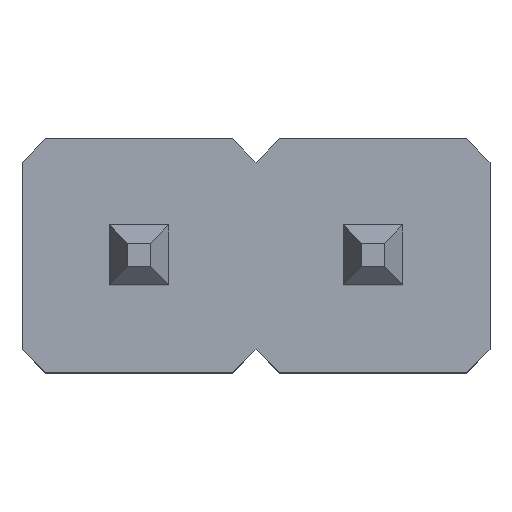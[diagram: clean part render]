
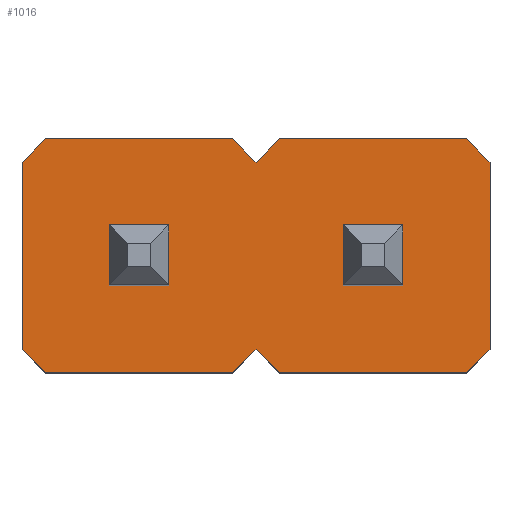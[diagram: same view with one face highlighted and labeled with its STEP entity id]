
A CAD part, top view. The second image highlights one B-rep face of the part: STEP entity #1016.
In plain terms, the highlighted face is planar.
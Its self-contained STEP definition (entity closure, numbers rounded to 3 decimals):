
#19=FACE_BOUND('',#95,.T.);
#20=FACE_BOUND('',#96,.T.);
#33=FACE_OUTER_BOUND('',#94,.T.);
#94=EDGE_LOOP('',(#696,#697,#698,#699,#700,#701,#702,#703,#704,#705,#706,
#707,#708,#709));
#95=EDGE_LOOP('',(#710,#711,#712,#713));
#96=EDGE_LOOP('',(#714,#715,#716,#717));
#146=LINE('',#1410,#284);
#167=LINE('',#1454,#305);
#169=LINE('',#1458,#307);
#171=LINE('',#1462,#309);
#174=LINE('',#1468,#312);
#183=LINE('',#1485,#321);
#184=LINE('',#1488,#322);
#185=LINE('',#1490,#323);
#186=LINE('',#1492,#324);
#187=LINE('',#1493,#325);
#188=LINE('',#1495,#326);
#189=LINE('',#1497,#327);
#190=LINE('',#1499,#328);
#191=LINE('',#1500,#329);
#192=LINE('',#1503,#330);
#193=LINE('',#1505,#331);
#194=LINE('',#1507,#332);
#195=LINE('',#1508,#333);
#196=LINE('',#1511,#334);
#197=LINE('',#1513,#335);
#198=LINE('',#1515,#336);
#199=LINE('',#1516,#337);
#284=VECTOR('',#1147,10.);
#305=VECTOR('',#1178,0.359);
#307=VECTOR('',#1182,2.032);
#309=VECTOR('',#1186,0.359);
#312=VECTOR('',#1191,2.032);
#321=VECTOR('',#1204,2.032);
#322=VECTOR('',#1207,0.359);
#323=VECTOR('',#1208,2.032);
#324=VECTOR('',#1209,0.359);
#325=VECTOR('',#1210,0.359);
#326=VECTOR('',#1211,0.359);
#327=VECTOR('',#1212,0.359);
#328=VECTOR('',#1213,2.032);
#329=VECTOR('',#1214,0.359);
#330=VECTOR('',#1215,0.65);
#331=VECTOR('',#1216,0.65);
#332=VECTOR('',#1217,0.65);
#333=VECTOR('',#1218,0.65);
#334=VECTOR('',#1219,0.65);
#335=VECTOR('',#1220,0.65);
#336=VECTOR('',#1221,0.65);
#337=VECTOR('',#1222,0.65);
#422=VERTEX_POINT('',#1408);
#423=VERTEX_POINT('',#1409);
#440=VERTEX_POINT('',#1451);
#441=VERTEX_POINT('',#1453);
#442=VERTEX_POINT('',#1457);
#443=VERTEX_POINT('',#1461);
#445=VERTEX_POINT('',#1467);
#451=VERTEX_POINT('',#1483);
#452=VERTEX_POINT('',#1487);
#453=VERTEX_POINT('',#1489);
#454=VERTEX_POINT('',#1491);
#455=VERTEX_POINT('',#1494);
#456=VERTEX_POINT('',#1496);
#457=VERTEX_POINT('',#1498);
#458=VERTEX_POINT('',#1501);
#459=VERTEX_POINT('',#1502);
#460=VERTEX_POINT('',#1504);
#461=VERTEX_POINT('',#1506);
#462=VERTEX_POINT('',#1509);
#463=VERTEX_POINT('',#1510);
#464=VERTEX_POINT('',#1512);
#465=VERTEX_POINT('',#1514);
#506=EDGE_CURVE('',#422,#423,#146,.T.);
#527=EDGE_CURVE('',#441,#440,#167,.T.);
#529=EDGE_CURVE('',#442,#441,#169,.T.);
#531=EDGE_CURVE('',#443,#442,#171,.T.);
#534=EDGE_CURVE('',#445,#443,#174,.T.);
#543=EDGE_CURVE('',#440,#451,#183,.T.);
#544=EDGE_CURVE('',#423,#452,#184,.T.);
#545=EDGE_CURVE('',#452,#453,#185,.T.);
#546=EDGE_CURVE('',#453,#454,#186,.T.);
#547=EDGE_CURVE('',#454,#445,#187,.T.);
#548=EDGE_CURVE('',#451,#455,#188,.T.);
#549=EDGE_CURVE('',#455,#456,#189,.T.);
#550=EDGE_CURVE('',#456,#457,#190,.T.);
#551=EDGE_CURVE('',#457,#422,#191,.T.);
#552=EDGE_CURVE('',#458,#459,#192,.T.);
#553=EDGE_CURVE('',#459,#460,#193,.T.);
#554=EDGE_CURVE('',#461,#460,#194,.T.);
#555=EDGE_CURVE('',#458,#461,#195,.T.);
#556=EDGE_CURVE('',#462,#463,#196,.T.);
#557=EDGE_CURVE('',#463,#464,#197,.T.);
#558=EDGE_CURVE('',#465,#464,#198,.T.);
#559=EDGE_CURVE('',#462,#465,#199,.T.);
#696=ORIENTED_EDGE('',*,*,#506,.T.);
#697=ORIENTED_EDGE('',*,*,#544,.T.);
#698=ORIENTED_EDGE('',*,*,#545,.T.);
#699=ORIENTED_EDGE('',*,*,#546,.T.);
#700=ORIENTED_EDGE('',*,*,#547,.T.);
#701=ORIENTED_EDGE('',*,*,#534,.T.);
#702=ORIENTED_EDGE('',*,*,#531,.T.);
#703=ORIENTED_EDGE('',*,*,#529,.T.);
#704=ORIENTED_EDGE('',*,*,#527,.T.);
#705=ORIENTED_EDGE('',*,*,#543,.T.);
#706=ORIENTED_EDGE('',*,*,#548,.T.);
#707=ORIENTED_EDGE('',*,*,#549,.T.);
#708=ORIENTED_EDGE('',*,*,#550,.T.);
#709=ORIENTED_EDGE('',*,*,#551,.T.);
#710=ORIENTED_EDGE('',*,*,#552,.T.);
#711=ORIENTED_EDGE('',*,*,#553,.T.);
#712=ORIENTED_EDGE('',*,*,#554,.F.);
#713=ORIENTED_EDGE('',*,*,#555,.F.);
#714=ORIENTED_EDGE('',*,*,#556,.T.);
#715=ORIENTED_EDGE('',*,*,#557,.T.);
#716=ORIENTED_EDGE('',*,*,#558,.F.);
#717=ORIENTED_EDGE('',*,*,#559,.F.);
#931=PLANE('',#1091);
#1016=ADVANCED_FACE('',(#33,#19,#20),#931,.T.);
#1091=AXIS2_PLACEMENT_3D('',#1486,#1205,#1206);
#1147=DIRECTION('',(0.,0.,-1.));
#1178=DIRECTION('',(0.707,0.,0.707));
#1182=DIRECTION('',(0.,0.,1.));
#1186=DIRECTION('',(-0.707,0.,0.707));
#1191=DIRECTION('',(-1.,0.,0.));
#1204=DIRECTION('',(1.,0.,0.));
#1205=DIRECTION('center_axis',(0.,1.,0.));
#1206=DIRECTION('ref_axis',(1.,0.,0.));
#1207=DIRECTION('',(-0.707,0.,-0.707));
#1208=DIRECTION('',(-1.,0.,0.));
#1209=DIRECTION('',(-0.707,0.,0.707));
#1210=DIRECTION('',(-0.707,0.,-0.707));
#1211=DIRECTION('',(0.707,0.,-0.707));
#1212=DIRECTION('',(0.707,0.,0.707));
#1213=DIRECTION('',(1.,0.,0.));
#1214=DIRECTION('',(0.707,0.,-0.707));
#1215=DIRECTION('',(0.,0.,-1.));
#1216=DIRECTION('',(1.,0.,0.));
#1217=DIRECTION('',(0.,0.,-1.));
#1218=DIRECTION('',(1.,0.,0.));
#1219=DIRECTION('',(0.,0.,-1.));
#1220=DIRECTION('',(1.,0.,0.));
#1221=DIRECTION('',(0.,0.,-1.));
#1222=DIRECTION('',(1.,0.,0.));
#1408=CARTESIAN_POINT('',(3.81,2.54,1.016));
#1409=CARTESIAN_POINT('',(3.81,2.54,-1.016));
#1410=CARTESIAN_POINT('',(3.81,2.54,0.));
#1451=CARTESIAN_POINT('',(-1.016,2.54,1.27));
#1453=CARTESIAN_POINT('',(-1.27,2.54,1.016));
#1454=CARTESIAN_POINT('',(-1.27,2.54,1.016));
#1457=CARTESIAN_POINT('',(-1.27,2.54,-1.016));
#1458=CARTESIAN_POINT('',(-1.27,2.54,-1.016));
#1461=CARTESIAN_POINT('',(-1.016,2.54,-1.27));
#1462=CARTESIAN_POINT('',(-1.016,2.54,-1.27));
#1467=CARTESIAN_POINT('',(1.016,2.54,-1.27));
#1468=CARTESIAN_POINT('',(1.016,2.54,-1.27));
#1483=CARTESIAN_POINT('',(1.016,2.54,1.27));
#1485=CARTESIAN_POINT('',(-1.016,2.54,1.27));
#1486=CARTESIAN_POINT('Origin',(0.,2.54,0.));
#1487=CARTESIAN_POINT('',(3.556,2.54,-1.27));
#1488=CARTESIAN_POINT('',(3.81,2.54,-1.016));
#1489=CARTESIAN_POINT('',(1.524,2.54,-1.27));
#1490=CARTESIAN_POINT('',(3.556,2.54,-1.27));
#1491=CARTESIAN_POINT('',(1.27,2.54,-1.016));
#1492=CARTESIAN_POINT('',(1.524,2.54,-1.27));
#1493=CARTESIAN_POINT('',(1.27,2.54,-1.016));
#1494=CARTESIAN_POINT('',(1.27,2.54,1.016));
#1495=CARTESIAN_POINT('',(1.016,2.54,1.27));
#1496=CARTESIAN_POINT('',(1.524,2.54,1.27));
#1497=CARTESIAN_POINT('',(1.27,2.54,1.016));
#1498=CARTESIAN_POINT('',(3.556,2.54,1.27));
#1499=CARTESIAN_POINT('',(1.524,2.54,1.27));
#1500=CARTESIAN_POINT('',(3.556,2.54,1.27));
#1501=CARTESIAN_POINT('',(-0.325,2.54,0.325));
#1502=CARTESIAN_POINT('',(-0.325,2.54,-0.325));
#1503=CARTESIAN_POINT('',(-0.325,2.54,0.325));
#1504=CARTESIAN_POINT('',(0.325,2.54,-0.325));
#1505=CARTESIAN_POINT('',(-0.325,2.54,-0.325));
#1506=CARTESIAN_POINT('',(0.325,2.54,0.325));
#1507=CARTESIAN_POINT('',(0.325,2.54,0.325));
#1508=CARTESIAN_POINT('',(-0.325,2.54,0.325));
#1509=CARTESIAN_POINT('',(2.215,2.54,0.325));
#1510=CARTESIAN_POINT('',(2.215,2.54,-0.325));
#1511=CARTESIAN_POINT('',(2.215,2.54,0.325));
#1512=CARTESIAN_POINT('',(2.865,2.54,-0.325));
#1513=CARTESIAN_POINT('',(2.215,2.54,-0.325));
#1514=CARTESIAN_POINT('',(2.865,2.54,0.325));
#1515=CARTESIAN_POINT('',(2.865,2.54,0.325));
#1516=CARTESIAN_POINT('',(2.215,2.54,0.325));
